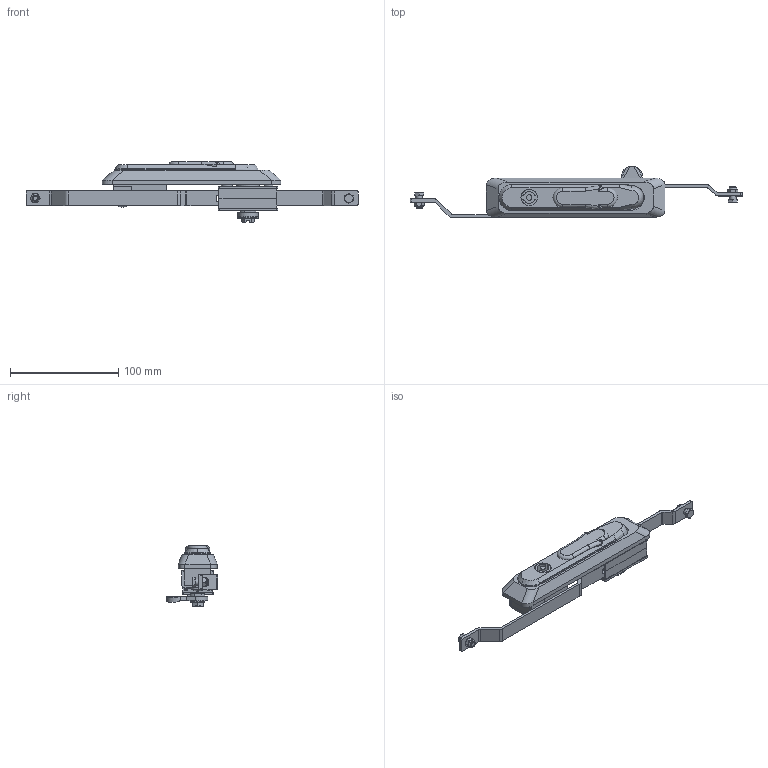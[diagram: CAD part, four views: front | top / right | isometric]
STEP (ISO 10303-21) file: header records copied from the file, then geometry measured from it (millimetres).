
FILE_DESCRIPTION(('STEP AP203'),'1');
FILE_NAME('007.15.10.step','2020-07-27T07:59:40',(' '),(' '),'Spatial InterOp 3D',' ',' ');
FILE_SCHEMA(('CONFIG_CONTROL_DESIGN'));
Length unit declared in the file: millimetre
Products named in the file (22): 1; 2; 3; 4; 5; 6; 7; 8; 9; 10; 11; 12; 13; 14; 15; 16; 17; 18; 19; 20; 21; 22
Bounding box: 306.99 x 47.44 x 56 mm (x, y, z)
Volume: 120198.4 mm3; surface area: 86613.6 mm2
Topology: 22 solids, 22 shells, 1188 faces, 3474 edges, 2377 vertices
Faces by surface type: plane 665, cylinder 385, cone 59, bspline 53, torus 22, sphere 4
Full cylindrical faces by diameter (mm): 2.75 x8, 3.8 x2, 4 x1, 4.2 x9, 5 x3, 5.2 x1, 5.3 x2, 5.5 x5, 6 x3, 6.1 x1, 6.3 x1, 6.495 x1, 7 x2, 7.2 x1, 7.3 x2, 7.6 x2, 8 x2, 10 x7, 10.4 x4, 11.8 x1, 12 x3, 12.2 x2, 12.5 x1, 13.9 x2, 14.2 x2, 14.8 x1, 15.2 x1, 15.8 x3, 16 x1, 16.1 x2
Entity records: 44423 total; most frequent: CARTESIAN_POINT 13105, ORIENTED_EDGE 6656, DIRECTION 5897, EDGE_CURVE 3328, VERTEX_POINT 2332, AXIS2_PLACEMENT_3D 2096, LINE 1705, VECTOR 1705
